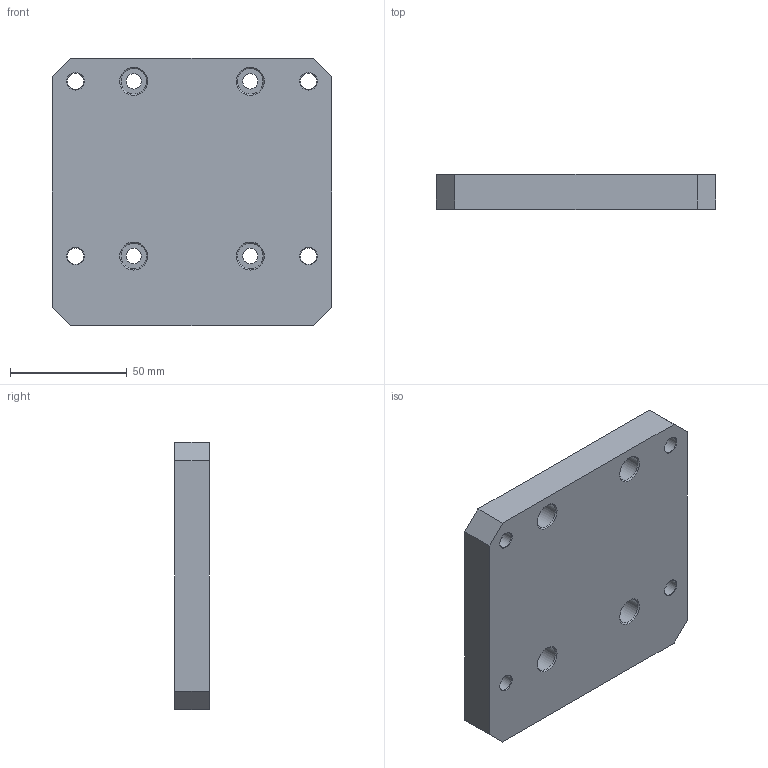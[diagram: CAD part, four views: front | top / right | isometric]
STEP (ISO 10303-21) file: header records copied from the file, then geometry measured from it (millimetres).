
FILE_DESCRIPTION(/* description */ ('Honeycomb breadboard support base'),/* implementation_level */ '2;1');
FILE_NAME(/* name */ 'FAB-P0025 - Honeycomb Vertical Support Base v2.stp',/* time_stamp */ '2020-02-10T11:57:27+00:00',/* author */ ('whgu0532'),/* organization */ ('RESOLUTION DEVELOPMENT SERVICES'),/* preprocessor_version */ 'ST-DEVELOPER v18',/* originating_system */ 'Autodesk Inventor 2020',/* authorisation */ '');
FILE_SCHEMA (('AUTOMOTIVE_DESIGN { 1 0 10303 214 3 1 1 }'));
Length unit declared in the file: millimetre
Products named in the file (1): FAB-P0025
Bounding box: 120 x 15 x 115 mm (x, y, z)
Volume: 195988.6 mm3; surface area: 37262.1 mm2
Topology: 1 solids, 1 shells, 57 faces, 161 edges, 116 vertices
Faces by surface type: plane 22, cylinder 19, cone 16
Full cylindrical faces by diameter (mm): 4 x1, 6.6 x4, 7 x4, 11 x8
Entity records: 2012 total; most frequent: DIRECTION 373, CARTESIAN_POINT 335, ORIENTED_EDGE 322, EDGE_CURVE 161, AXIS2_PLACEMENT_3D 154, VERTEX_POINT 116, CIRCLE 96, EDGE_LOOP 83
